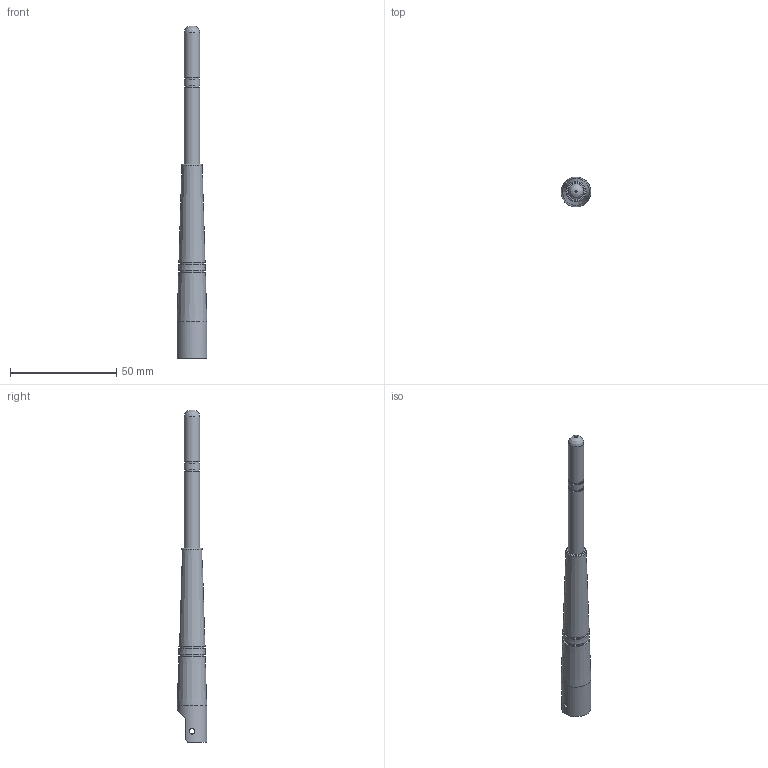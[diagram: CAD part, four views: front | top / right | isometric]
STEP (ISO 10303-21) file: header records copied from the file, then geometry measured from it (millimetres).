
FILE_DESCRIPTION((''),'2;1');
FILE_NAME('BT_Antenna2.stp','2012-08-22T20:16:46',('John'),(''),'Autodesk Inventor 2012','Autodesk Inventor 2012','');
FILE_SCHEMA(('AUTOMOTIVE_DESIGN { 1 0 10303 214 1 1 1 1 }'));
Length unit declared in the file: millimetre
Products named in the file (1): BT_Antenna2
Bounding box: 14 x 13.99 x 156 mm (x, y, z)
Volume: 11697.1 mm3; surface area: 5631.8 mm2
Topology: 1 solids, 1 shells, 45 faces, 99 edges, 65 vertices
Faces by surface type: plane 29, cylinder 11, cone 3, torus 1, bspline 1
Full cylindrical faces by diameter (mm): 2.5 x2, 6 x1, 6.25 x2, 7.25 x3, 11 x2, 14 x1
Entity records: 1250 total; most frequent: CARTESIAN_POINT 294, DIRECTION 196, ORIENTED_EDGE 156, EDGE_CURVE 78, AXIS2_PLACEMENT_3D 75, EDGE_LOOP 74, VERTEX_POINT 60, VECTOR 46
